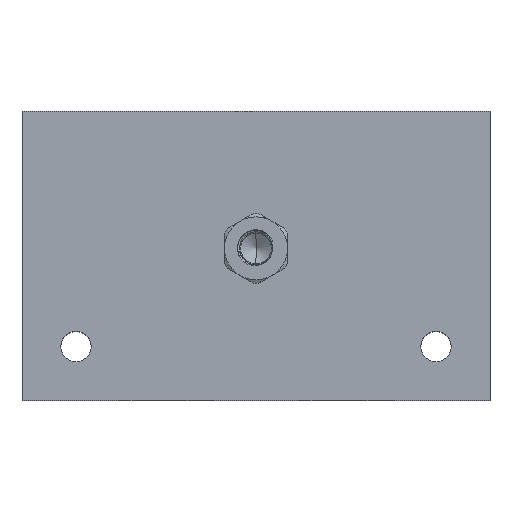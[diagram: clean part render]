
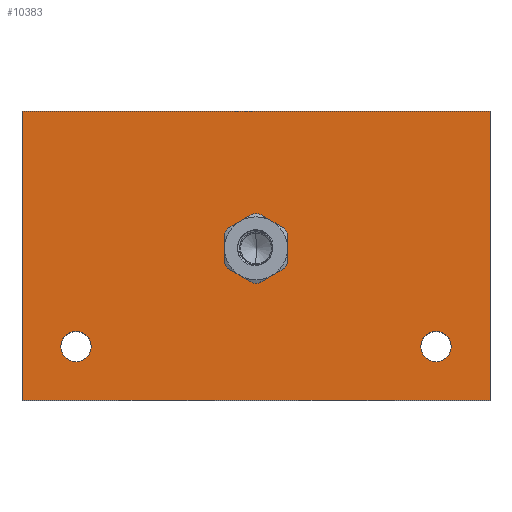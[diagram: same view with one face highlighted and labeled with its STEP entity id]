
A CAD part, top view. The second image highlights one B-rep face of the part: STEP entity #10383.
In plain terms, the highlighted planar face has unit normal (0, 0, 1).
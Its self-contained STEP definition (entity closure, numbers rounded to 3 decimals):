
#148 = VERTEX_POINT ( 'NONE', #12288 ) ;
#155 = LINE ( 'NONE', #11387, #11691 ) ;
#360 = ORIENTED_EDGE ( 'NONE', *, *, #11246, .F. ) ;
#364 = CIRCLE ( 'NONE', #11678, 5.35 ) ;
#405 = EDGE_CURVE ( 'NONE', #12257, #8379, #9179, .T. ) ;
#477 = DIRECTION ( 'NONE',  ( 0., 0., -1. ) ) ;
#803 = EDGE_CURVE ( 'NONE', #12853, #9653, #7830, .T. ) ;
#1184 = DIRECTION ( 'NONE',  ( 1., 0., 0. ) ) ;
#1210 = AXIS2_PLACEMENT_3D ( 'NONE', #12637, #3380, #8526 ) ;
#1299 = VERTEX_POINT ( 'NONE', #8531 ) ;
#2153 = FACE_OUTER_BOUND ( 'NONE', #3718, .T. ) ;
#2467 = CARTESIAN_POINT ( 'NONE',  ( 63.5, -31.95, 30. ) ) ;
#2538 = DIRECTION ( 'NONE',  ( 1., 0., 0. ) ) ;
#2622 = ORIENTED_EDGE ( 'NONE', *, *, #12401, .T. ) ;
#3151 = ORIENTED_EDGE ( 'NONE', *, *, #405, .F. ) ;
#3194 = VERTEX_POINT ( 'NONE', #3685 ) ;
#3380 = DIRECTION ( 'NONE',  ( 0., 0., 1. ) ) ;
#3685 = CARTESIAN_POINT ( 'NONE',  ( 0., -8.31, 30. ) ) ;
#3718 = EDGE_LOOP ( 'NONE', ( #5346, #4688, #2622, #4524 ) ) ;
#3767 = FACE_BOUND ( 'NONE', #4486, .T. ) ;
#3867 = CIRCLE ( 'NONE', #7217, 5.35 ) ;
#3872 = CARTESIAN_POINT ( 'NONE',  ( 68.85, -31.95, 30. ) ) ;
#4223 = DIRECTION ( 'NONE',  ( 0., 0., 1. ) ) ;
#4244 = DIRECTION ( 'NONE',  ( 0., 1., 0. ) ) ;
#4364 = CARTESIAN_POINT ( 'NONE',  ( -58.15, -31.95, 30. ) ) ;
#4419 = DIRECTION ( 'NONE',  ( 1., 0., 0. ) ) ;
#4486 = EDGE_LOOP ( 'NONE', ( #13031, #5058 ) ) ;
#4524 = ORIENTED_EDGE ( 'NONE', *, *, #803, .T. ) ;
#4688 = ORIENTED_EDGE ( 'NONE', *, *, #6696, .T. ) ;
#4751 = CARTESIAN_POINT ( 'NONE',  ( 82.55, -51., 30. ) ) ;
#4790 = CARTESIAN_POINT ( 'NONE',  ( -82.55, 51., 30. ) ) ;
#4873 = FACE_BOUND ( 'NONE', #12582, .T. ) ;
#4931 = DIRECTION ( 'NONE',  ( -1., 0., 0. ) ) ;
#5058 = ORIENTED_EDGE ( 'NONE', *, *, #10049, .T. ) ;
#5346 = ORIENTED_EDGE ( 'NONE', *, *, #6820, .T. ) ;
#5397 = AXIS2_PLACEMENT_3D ( 'NONE', #12730, #6599, #2538 ) ;
#5497 = EDGE_CURVE ( 'NONE', #6682, #10331, #8178, .T. ) ;
#5670 = DIRECTION ( 'NONE',  ( 1., 0., 0. ) ) ;
#5918 = VECTOR ( 'NONE', #7578, 1000. ) ;
#6284 = DIRECTION ( 'NONE',  ( 0., 0., 1. ) ) ;
#6368 = DIRECTION ( 'NONE',  ( 1., 0., 0. ) ) ;
#6449 = CARTESIAN_POINT ( 'NONE',  ( -68.85, -31.95, 30. ) ) ;
#6599 = DIRECTION ( 'NONE',  ( 0., 0., 1. ) ) ;
#6682 = VERTEX_POINT ( 'NONE', #6449 ) ;
#6696 = EDGE_CURVE ( 'NONE', #148, #9835, #155, .T. ) ;
#6758 = AXIS2_PLACEMENT_3D ( 'NONE', #12505, #6284, #6368 ) ;
#6820 = EDGE_CURVE ( 'NONE', #9653, #148, #8631, .T. ) ;
#7038 = VECTOR ( 'NONE', #4931, 1000. ) ;
#7217 = AXIS2_PLACEMENT_3D ( 'NONE', #2467, #10502, #10545 ) ;
#7242 = ORIENTED_EDGE ( 'NONE', *, *, #12455, .F. ) ;
#7578 = DIRECTION ( 'NONE',  ( 0., -1., 0. ) ) ;
#7697 = VECTOR ( 'NONE', #4244, 1000. ) ;
#7830 = LINE ( 'NONE', #4790, #7038 ) ;
#8178 = CIRCLE ( 'NONE', #6758, 5.35 ) ;
#8321 = CIRCLE ( 'NONE', #12456, 10.91 ) ;
#8379 = VERTEX_POINT ( 'NONE', #8803 ) ;
#8486 = DIRECTION ( 'NONE',  ( 0., 0., -1. ) ) ;
#8489 = LINE ( 'NONE', #10328, #7697 ) ;
#8526 = DIRECTION ( 'NONE',  ( 1., 0., 0. ) ) ;
#8531 = CARTESIAN_POINT ( 'NONE',  ( 0., 13.51, 30. ) ) ;
#8561 = CARTESIAN_POINT ( 'NONE',  ( -82.55, 51., 30. ) ) ;
#8572 = PLANE ( 'NONE',  #1210 ) ;
#8581 = CARTESIAN_POINT ( 'NONE',  ( 0., 2.6, 30. ) ) ;
#8628 = CARTESIAN_POINT ( 'NONE',  ( 0., 2.6, 30. ) ) ;
#8631 = LINE ( 'NONE', #8561, #5918 ) ;
#8803 = CARTESIAN_POINT ( 'NONE',  ( 58.15, -31.95, 30. ) ) ;
#9179 = CIRCLE ( 'NONE', #5397, 5.35 ) ;
#9653 = VERTEX_POINT ( 'NONE', #13191 ) ;
#9835 = VERTEX_POINT ( 'NONE', #4751 ) ;
#10017 = CARTESIAN_POINT ( 'NONE',  ( 82.55, 51., 30. ) ) ;
#10049 = EDGE_CURVE ( 'NONE', #1299, #3194, #10807, .T. ) ;
#10328 = CARTESIAN_POINT ( 'NONE',  ( 82.55, 51., 30. ) ) ;
#10331 = VERTEX_POINT ( 'NONE', #4364 ) ;
#10383 = ADVANCED_FACE ( 'NONE', ( #4873, #11282, #2153, #3767 ), #8572, .T. ) ;
#10502 = DIRECTION ( 'NONE',  ( 0., 0., 1. ) ) ;
#10545 = DIRECTION ( 'NONE',  ( 1., 0., 0. ) ) ;
#10807 = CIRCLE ( 'NONE', #12688, 10.91 ) ;
#11246 = EDGE_CURVE ( 'NONE', #10331, #6682, #364, .T. ) ;
#11282 = FACE_BOUND ( 'NONE', #11883, .T. ) ;
#11387 = CARTESIAN_POINT ( 'NONE',  ( -82.55, -51., 30. ) ) ;
#11678 = AXIS2_PLACEMENT_3D ( 'NONE', #12460, #4223, #12417 ) ;
#11691 = VECTOR ( 'NONE', #1184, 1000. ) ;
#11883 = EDGE_LOOP ( 'NONE', ( #3151, #7242 ) ) ;
#12076 = ORIENTED_EDGE ( 'NONE', *, *, #5497, .F. ) ;
#12257 = VERTEX_POINT ( 'NONE', #3872 ) ;
#12288 = CARTESIAN_POINT ( 'NONE',  ( -82.55, -51., 30. ) ) ;
#12401 = EDGE_CURVE ( 'NONE', #9835, #12853, #8489, .T. ) ;
#12417 = DIRECTION ( 'NONE',  ( 1., 0., 0. ) ) ;
#12455 = EDGE_CURVE ( 'NONE', #8379, #12257, #3867, .T. ) ;
#12456 = AXIS2_PLACEMENT_3D ( 'NONE', #8628, #477, #5670 ) ;
#12460 = CARTESIAN_POINT ( 'NONE',  ( -63.5, -31.95, 30. ) ) ;
#12505 = CARTESIAN_POINT ( 'NONE',  ( -63.5, -31.95, 30. ) ) ;
#12582 = EDGE_LOOP ( 'NONE', ( #360, #12076 ) ) ;
#12630 = EDGE_CURVE ( 'NONE', #3194, #1299, #8321, .T. ) ;
#12637 = CARTESIAN_POINT ( 'NONE',  ( -82.55, -51., 30. ) ) ;
#12688 = AXIS2_PLACEMENT_3D ( 'NONE', #8581, #8486, #4419 ) ;
#12730 = CARTESIAN_POINT ( 'NONE',  ( 63.5, -31.95, 30. ) ) ;
#12853 = VERTEX_POINT ( 'NONE', #10017 ) ;
#13031 = ORIENTED_EDGE ( 'NONE', *, *, #12630, .T. ) ;
#13191 = CARTESIAN_POINT ( 'NONE',  ( -82.55, 51., 30. ) ) ;
